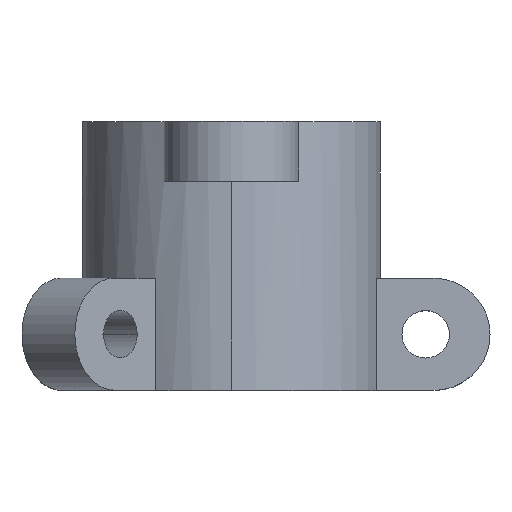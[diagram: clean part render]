
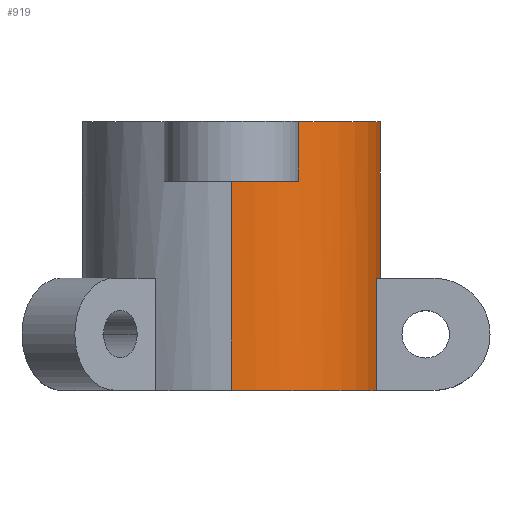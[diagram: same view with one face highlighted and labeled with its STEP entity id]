
A CAD part, top view. The second image highlights one B-rep face of the part: STEP entity #919.
In plain terms, the highlighted cylindrical face has radius 20 mm (diameter 40 mm), a partial arc.
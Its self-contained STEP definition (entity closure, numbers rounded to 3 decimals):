
#3 = CARTESIAN_POINT ( 'NONE',  ( 0., 31.938, -20. ) ) ;
#17 = EDGE_CURVE ( 'NONE', #921, #399, #29, .T. ) ;
#24 = DIRECTION ( 'NONE',  ( 0., 1., 0. ) ) ;
#27 = AXIS2_PLACEMENT_3D ( 'NONE', #278, #817, #530 ) ;
#29 = B_SPLINE_CURVE_WITH_KNOTS ( 'NONE', 3,
 ( #947, #1157, #735, #821, #1166, #1171, #1385, #1268, #198, #400 ),
 .UNSPECIFIED., .F., .F.,
 ( 4, 2, 2, 2, 4 ),
 ( 0., 0.003, 0.005, 0.008, 0.01 ),
 .UNSPECIFIED. ) ;
#34 = FACE_OUTER_BOUND ( 'NONE', #950, .T. ) ;
#53 = DIRECTION ( 'NONE',  ( 0., 0., 1. ) ) ;
#54 = DIRECTION ( 'NONE',  ( 0., 1., 0. ) ) ;
#98 = EDGE_CURVE ( 'NONE', #280, #1109, #432, .T. ) ;
#115 = CARTESIAN_POINT ( 'NONE',  ( 0., 23.938, 20. ) ) ;
#125 = EDGE_CURVE ( 'NONE', #737, #1310, #1068, .T. ) ;
#173 = ORIENTED_EDGE ( 'NONE', *, *, #409, .F. ) ;
#185 = VERTEX_POINT ( 'NONE', #1320 ) ;
#187 = CARTESIAN_POINT ( 'NONE',  ( 0., 23.938, 0. ) ) ;
#198 = CARTESIAN_POINT ( 'NONE',  ( 19.576, 11., -4.183 ) ) ;
#200 = VERTEX_POINT ( 'NONE', #796 ) ;
#220 = VERTEX_POINT ( 'NONE', #1238 ) ;
#221 = CARTESIAN_POINT ( 'NONE',  ( 0., 31.938, 0. ) ) ;
#229 = VERTEX_POINT ( 'NONE', #1211 ) ;
#251 = CARTESIAN_POINT ( 'NONE',  ( 19.365, 11., -5. ) ) ;
#274 = DIRECTION ( 'NONE',  ( 0., -1., 0. ) ) ;
#278 = CARTESIAN_POINT ( 'NONE',  ( 0., -4., 0. ) ) ;
#280 = VERTEX_POINT ( 'NONE', #115 ) ;
#287 = EDGE_CURVE ( 'NONE', #1310, #200, #1148, .T. ) ;
#316 = ORIENTED_EDGE ( 'NONE', *, *, #1375, .T. ) ;
#327 = CIRCLE ( 'NONE', #1019, 20. ) ;
#342 = DIRECTION ( 'NONE',  ( 0., -1., 0. ) ) ;
#356 = DIRECTION ( 'NONE',  ( 0., 0., -1. ) ) ;
#370 = VECTOR ( 'NONE', #1024, 1000. ) ;
#379 = ORIENTED_EDGE ( 'NONE', *, *, #869, .F. ) ;
#397 = CARTESIAN_POINT ( 'NONE',  ( 0., 31.938, 0. ) ) ;
#399 = VERTEX_POINT ( 'NONE', #251 ) ;
#400 = CARTESIAN_POINT ( 'NONE',  ( 19.365, 11., -5. ) ) ;
#409 = EDGE_CURVE ( 'NONE', #220, #229, #545, .T. ) ;
#410 = ORIENTED_EDGE ( 'NONE', *, *, #125, .F. ) ;
#421 = VERTEX_POINT ( 'NONE', #674 ) ;
#431 = EDGE_CURVE ( 'NONE', #200, #399, #1203, .T. ) ;
#432 = LINE ( 'NONE', #554, #1173 ) ;
#440 = CARTESIAN_POINT ( 'NONE',  ( 9., 31.938, -17.861 ) ) ;
#455 = AXIS2_PLACEMENT_3D ( 'NONE', #221, #563, #356 ) ;
#497 = AXIS2_PLACEMENT_3D ( 'NONE', #187, #832, #1169 ) ;
#525 = DIRECTION ( 'NONE',  ( 0., -1., 0. ) ) ;
#530 = DIRECTION ( 'NONE',  ( 0., 0., -1. ) ) ;
#545 = LINE ( 'NONE', #889, #1324 ) ;
#550 = ORIENTED_EDGE ( 'NONE', *, *, #431, .F. ) ;
#554 = CARTESIAN_POINT ( 'NONE',  ( 0., 31.938, 20. ) ) ;
#563 = DIRECTION ( 'NONE',  ( 0., -1., 0. ) ) ;
#603 = ORIENTED_EDGE ( 'NONE', *, *, #1118, .T. ) ;
#611 = VECTOR ( 'NONE', #24, 1000. ) ;
#616 = EDGE_CURVE ( 'NONE', #229, #185, #906, .T. ) ;
#622 = ORIENTED_EDGE ( 'NONE', *, *, #17, .T. ) ;
#627 = ORIENTED_EDGE ( 'NONE', *, *, #287, .F. ) ;
#661 = DIRECTION ( 'NONE',  ( 0., 0., -1. ) ) ;
#674 = CARTESIAN_POINT ( 'NONE',  ( 19.365, -4., 5. ) ) ;
#683 = ORIENTED_EDGE ( 'NONE', *, *, #798, .F. ) ;
#691 = CARTESIAN_POINT ( 'NONE',  ( 0., -4., 20. ) ) ;
#702 = CIRCLE ( 'NONE', #771, 20. ) ;
#735 = CARTESIAN_POINT ( 'NONE',  ( 19.734, 11., 3.356 ) ) ;
#737 = VERTEX_POINT ( 'NONE', #1278 ) ;
#760 = DIRECTION ( 'NONE',  ( 0., 1., 0. ) ) ;
#771 = AXIS2_PLACEMENT_3D ( 'NONE', #883, #342, #661 ) ;
#796 = CARTESIAN_POINT ( 'NONE',  ( 19.365, -4., -5. ) ) ;
#798 = EDGE_CURVE ( 'NONE', #1161, #737, #1017, .T. ) ;
#817 = DIRECTION ( 'NONE',  ( 0., -1., 0. ) ) ;
#821 = CARTESIAN_POINT ( 'NONE',  ( 19.947, 11., 1.685 ) ) ;
#832 = DIRECTION ( 'NONE',  ( 0., 1., 0. ) ) ;
#862 = DIRECTION ( 'NONE',  ( 0., -1., 0. ) ) ;
#869 = EDGE_CURVE ( 'NONE', #421, #1109, #702, .T. ) ;
#883 = CARTESIAN_POINT ( 'NONE',  ( 0., -4., 0. ) ) ;
#889 = CARTESIAN_POINT ( 'NONE',  ( 9., 31.938, 17.861 ) ) ;
#895 = DIRECTION ( 'NONE',  ( 0., 0., 1. ) ) ;
#897 = VECTOR ( 'NONE', #760, 1000. ) ;
#904 = LINE ( 'NONE', #917, #370 ) ;
#906 = CIRCLE ( 'NONE', #1224, 20. ) ;
#916 = ORIENTED_EDGE ( 'NONE', *, *, #1006, .T. ) ;
#917 = CARTESIAN_POINT ( 'NONE',  ( 19.365, 31.938, 5. ) ) ;
#919 = ADVANCED_FACE ( 'NONE', ( #34 ), #1095, .T. ) ;
#921 = VERTEX_POINT ( 'NONE', #1202 ) ;
#924 = CARTESIAN_POINT ( 'NONE',  ( 9., 23.938, -17.861 ) ) ;
#947 = CARTESIAN_POINT ( 'NONE',  ( 19.365, 11., 5. ) ) ;
#950 = EDGE_LOOP ( 'NONE', ( #603, #1360, #379, #916, #622, #550, #627, #410, #683, #316, #977, #173 ) ) ;
#971 = DIRECTION ( 'NONE',  ( 0., 1., 0. ) ) ;
#977 = ORIENTED_EDGE ( 'NONE', *, *, #616, .F. ) ;
#1000 = CARTESIAN_POINT ( 'NONE',  ( 19.365, 31.938, -5. ) ) ;
#1006 = EDGE_CURVE ( 'NONE', #421, #921, #904, .T. ) ;
#1010 = CARTESIAN_POINT ( 'NONE',  ( 0., 23.938, 0. ) ) ;
#1017 = CIRCLE ( 'NONE', #497, 20. ) ;
#1019 = AXIS2_PLACEMENT_3D ( 'NONE', #1010, #274, #53 ) ;
#1024 = DIRECTION ( 'NONE',  ( 0., 1., 0. ) ) ;
#1054 = VECTOR ( 'NONE', #525, 1000. ) ;
#1068 = LINE ( 'NONE', #3, #1054 ) ;
#1092 = CARTESIAN_POINT ( 'NONE',  ( 0., -4., -20. ) ) ;
#1095 = CYLINDRICAL_SURFACE ( 'NONE', #455, 20. ) ;
#1109 = VERTEX_POINT ( 'NONE', #691 ) ;
#1118 = EDGE_CURVE ( 'NONE', #220, #280, #327, .T. ) ;
#1148 = CIRCLE ( 'NONE', #27, 20. ) ;
#1157 = CARTESIAN_POINT ( 'NONE',  ( 19.576, 11., 4.183 ) ) ;
#1161 = VERTEX_POINT ( 'NONE', #924 ) ;
#1166 = CARTESIAN_POINT ( 'NONE',  ( 20., 11., 0.841 ) ) ;
#1169 = DIRECTION ( 'NONE',  ( 0., 0., -1. ) ) ;
#1171 = CARTESIAN_POINT ( 'NONE',  ( 20., 11., -0.842 ) ) ;
#1173 = VECTOR ( 'NONE', #862, 1000. ) ;
#1199 = LINE ( 'NONE', #440, #611 ) ;
#1202 = CARTESIAN_POINT ( 'NONE',  ( 19.365, 11., 5. ) ) ;
#1203 = LINE ( 'NONE', #1000, #897 ) ;
#1211 = CARTESIAN_POINT ( 'NONE',  ( 9., 31.938, 17.861 ) ) ;
#1224 = AXIS2_PLACEMENT_3D ( 'NONE', #397, #54, #895 ) ;
#1238 = CARTESIAN_POINT ( 'NONE',  ( 9., 23.938, 17.861 ) ) ;
#1268 = CARTESIAN_POINT ( 'NONE',  ( 19.734, 11., -3.356 ) ) ;
#1278 = CARTESIAN_POINT ( 'NONE',  ( 0., 23.938, -20. ) ) ;
#1310 = VERTEX_POINT ( 'NONE', #1092 ) ;
#1320 = CARTESIAN_POINT ( 'NONE',  ( 9., 31.938, -17.861 ) ) ;
#1324 = VECTOR ( 'NONE', #971, 1000. ) ;
#1360 = ORIENTED_EDGE ( 'NONE', *, *, #98, .T. ) ;
#1375 = EDGE_CURVE ( 'NONE', #1161, #185, #1199, .T. ) ;
#1385 = CARTESIAN_POINT ( 'NONE',  ( 19.947, 11., -1.686 ) ) ;
